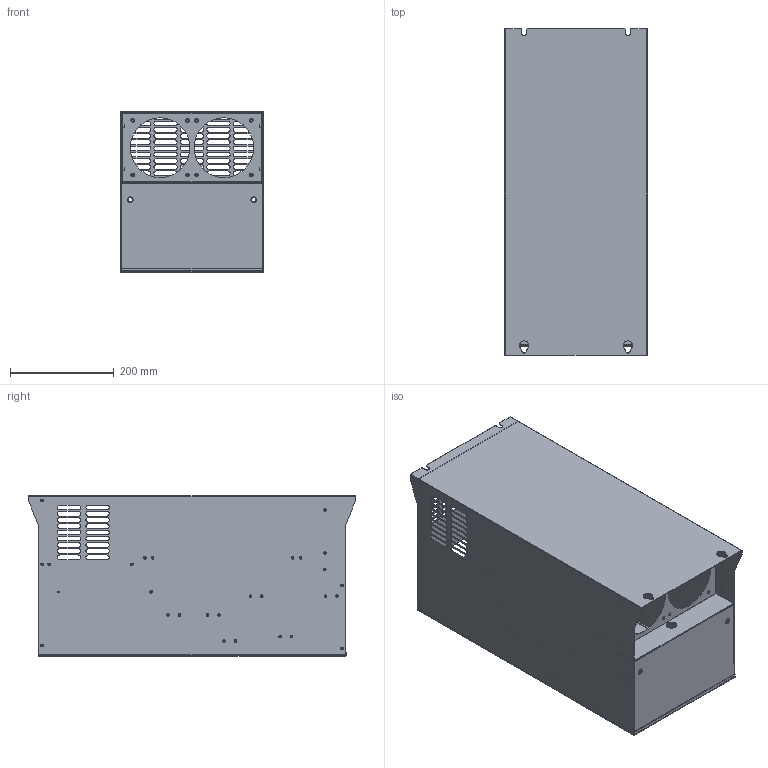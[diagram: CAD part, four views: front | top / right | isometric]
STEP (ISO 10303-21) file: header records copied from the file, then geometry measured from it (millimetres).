
FILE_DESCRIPTION((''),'2;1');
FILE_NAME('S30_ASM','2017-08-10T',('Administrator'),(''),'PRO/ENGINEER BY PARAMETRIC TECHNOLOGY CORPORATION, 2011310','PRO/ENGINEER BY PARAMETRIC TECHNOLOGY CORPORATION, 2011310','');
FILE_SCHEMA(('CONFIG_CONTROL_DESIGN'));
Length unit declared in the file: millimetre
Products named in the file (12): S30JX02; S30JX03; S30JX06; S30JX01_ASM; S30JX09; S30JX11; S30JX15_ASM; S30JX12; S30JX16_ASM; S30ZP02_ASM; S30ZP01_ASM; S30_ASM
Assembly tree (11 placements, depth 5):
  S30_ASM
    S30ZP01_ASM
      S30ZP02_ASM
        S30JX01_ASM
          S30JX02
          S30JX03
          S30JX06
        S30JX09
        S30JX15_ASM
          S30JX11
        S30JX16_ASM
          S30JX12
Bounding box: 275 x 630 x 310 mm (x, y, z)
Volume: 1252512.9 mm3; surface area: 1701830.1 mm2
Topology: 28 solids, 28 shells, 1063 faces, 2779 edges, 1728 vertices
Faces by surface type: cylinder 529, plane 418, cone 110, bspline 6
Entity records: 33985 total; most frequent: DIRECTION 6107, CARTESIAN_POINT 5911, ORIENTED_EDGE 5558, EDGE_CURVE 2779, AXIS2_PLACEMENT_3D 2250, VERTEX_POINT 1728, VECTOR 1607, LINE 1607
